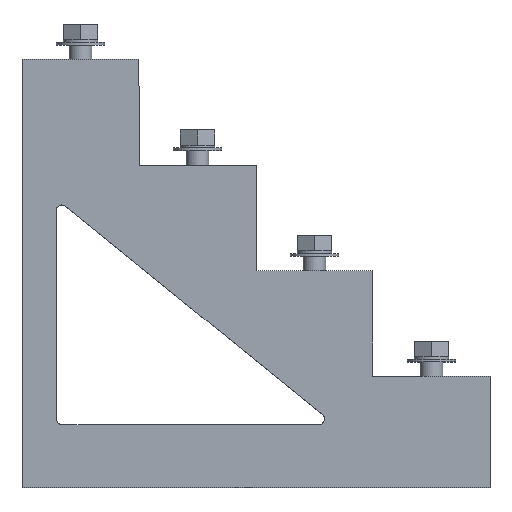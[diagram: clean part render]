
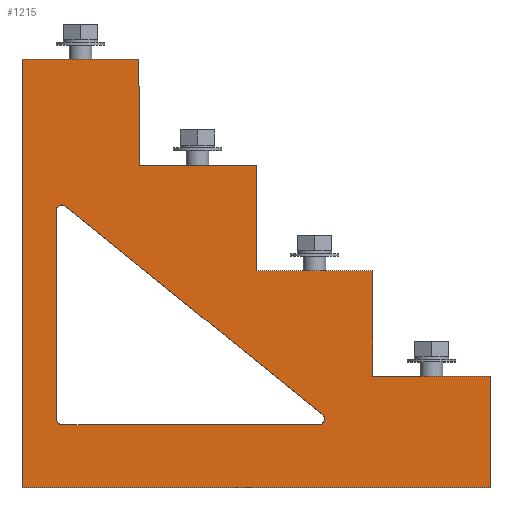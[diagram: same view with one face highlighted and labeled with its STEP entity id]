
A CAD part, top view. The second image highlights one B-rep face of the part: STEP entity #1215.
In plain terms, the highlighted planar face has unit normal (0, 0, 1).
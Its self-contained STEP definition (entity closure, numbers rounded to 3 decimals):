
#28 = VECTOR ( 'NONE', #1347, 1000. ) ;
#41 = EDGE_CURVE ( 'NONE', #1483, #438, #880, .T. ) ;
#59 = CARTESIAN_POINT ( 'NONE',  ( 0., 0., 15. ) ) ;
#104 = EDGE_LOOP ( 'NONE', ( #1819, #120, #1258, #1480, #2714, #2713, #1033, #1590, #2390, #2721 ) ) ;
#106 = CARTESIAN_POINT ( 'NONE',  ( 82., 76., 15. ) ) ;
#120 = ORIENTED_EDGE ( 'NONE', *, *, #2293, .T. ) ;
#167 = LINE ( 'NONE', #2525, #223 ) ;
#192 = ORIENTED_EDGE ( 'NONE', *, *, #1553, .F. ) ;
#195 = LINE ( 'NONE', #577, #1343 ) ;
#223 = VECTOR ( 'NONE', #1713, 1000. ) ;
#229 = CARTESIAN_POINT ( 'NONE',  ( 82., 113., 15. ) ) ;
#244 = DIRECTION ( 'NONE',  ( 1., 0., 0. ) ) ;
#249 = VERTEX_POINT ( 'NONE', #2500 ) ;
#254 = VECTOR ( 'NONE', #2042, 1000. ) ;
#263 = CARTESIAN_POINT ( 'NONE',  ( 123., 39., 15. ) ) ;
#301 = CARTESIAN_POINT ( 'NONE',  ( 104., 24., 15. ) ) ;
#351 = DIRECTION ( 'NONE',  ( -1., 0., 0. ) ) ;
#360 = VECTOR ( 'NONE', #351, 1000. ) ;
#368 = EDGE_CURVE ( 'NONE', #1656, #2400, #167, .T. ) ;
#391 = VECTOR ( 'NONE', #1770, 1000. ) ;
#395 = VECTOR ( 'NONE', #1188, 1000. ) ;
#396 = VERTEX_POINT ( 'NONE', #803 ) ;
#438 = VERTEX_POINT ( 'NONE', #2621 ) ;
#470 = CARTESIAN_POINT ( 'NONE',  ( 164., 0., 15. ) ) ;
#500 = DIRECTION ( 'NONE',  ( 0., 1., 0. ) ) ;
#508 = DIRECTION ( 'NONE',  ( 0., -1., 0. ) ) ;
#539 = EDGE_CURVE ( 'NONE', #2130, #2533, #1398, .T. ) ;
#547 = CARTESIAN_POINT ( 'NONE',  ( 0., 0., 15. ) ) ;
#548 = CARTESIAN_POINT ( 'NONE',  ( 0., 0., 15. ) ) ;
#556 = DIRECTION ( 'NONE',  ( -1., 0., 0. ) ) ;
#565 = VERTEX_POINT ( 'NONE', #614 ) ;
#577 = CARTESIAN_POINT ( 'NONE',  ( 0., 150., 15. ) ) ;
#613 = CARTESIAN_POINT ( 'NONE',  ( 14., 24., 15. ) ) ;
#614 = CARTESIAN_POINT ( 'NONE',  ( 123., 39., 15. ) ) ;
#655 = ORIENTED_EDGE ( 'NONE', *, *, #2670, .F. ) ;
#704 = CARTESIAN_POINT ( 'NONE',  ( 41., 150., 15. ) ) ;
#803 = CARTESIAN_POINT ( 'NONE',  ( 12., 24., 15. ) ) ;
#833 = DIRECTION ( 'NONE',  ( -1., 0., 0. ) ) ;
#844 = LINE ( 'NONE', #59, #2496 ) ;
#863 = LINE ( 'NONE', #1852, #254 ) ;
#880 = LINE ( 'NONE', #1216, #360 ) ;
#887 = DIRECTION ( 'NONE',  ( -1., 0., 0. ) ) ;
#935 = VECTOR ( 'NONE', #887, 1000. ) ;
#958 = EDGE_CURVE ( 'NONE', #2533, #1483, #1083, .T. ) ;
#960 = FACE_BOUND ( 'NONE', #1575, .T. ) ;
#964 = VERTEX_POINT ( 'NONE', #2358 ) ;
#985 = LINE ( 'NONE', #1592, #395 ) ;
#1004 = EDGE_CURVE ( 'NONE', #249, #565, #1050, .T. ) ;
#1017 = ORIENTED_EDGE ( 'NONE', *, *, #1522, .F. ) ;
#1033 = ORIENTED_EDGE ( 'NONE', *, *, #41, .T. ) ;
#1050 = LINE ( 'NONE', #263, #391 ) ;
#1063 = ORIENTED_EDGE ( 'NONE', *, *, #368, .F. ) ;
#1083 = LINE ( 'NONE', #229, #1907 ) ;
#1117 = VERTEX_POINT ( 'NONE', #1418 ) ;
#1143 = DIRECTION ( 'NONE',  ( 0., 0., 1. ) ) ;
#1162 = CARTESIAN_POINT ( 'NONE',  ( 12., 97., 15. ) ) ;
#1175 = VERTEX_POINT ( 'NONE', #2277 ) ;
#1181 = DIRECTION ( 'NONE',  ( 0., 1., 0. ) ) ;
#1188 = DIRECTION ( 'NONE',  ( 0., 1., 0. ) ) ;
#1206 = CARTESIAN_POINT ( 'NONE',  ( 15.26, 98.553, 15. ) ) ;
#1215 = ADVANCED_FACE ( 'NONE', ( #960, #2610 ), #1613, .F. ) ;
#1216 = CARTESIAN_POINT ( 'NONE',  ( 41., 113., 15. ) ) ;
#1227 = VERTEX_POINT ( 'NONE', #2452 ) ;
#1258 = ORIENTED_EDGE ( 'NONE', *, *, #1004, .T. ) ;
#1283 = LINE ( 'NONE', #1830, #1855 ) ;
#1309 = EDGE_CURVE ( 'NONE', #396, #2633, #1388, .T. ) ;
#1343 = VECTOR ( 'NONE', #2055, 1000. ) ;
#1347 = DIRECTION ( 'NONE',  ( 1., 0., 0. ) ) ;
#1359 = DIRECTION ( 'NONE',  ( 0., -1., 0. ) ) ;
#1388 = CIRCLE ( 'NONE', #1668, 2. ) ;
#1398 = LINE ( 'NONE', #1487, #935 ) ;
#1401 = CARTESIAN_POINT ( 'NONE',  ( 123., 76., 15. ) ) ;
#1418 = CARTESIAN_POINT ( 'NONE',  ( 104., 22., 15. ) ) ;
#1480 = ORIENTED_EDGE ( 'NONE', *, *, #1557, .T. ) ;
#1483 = VERTEX_POINT ( 'NONE', #2592 ) ;
#1487 = CARTESIAN_POINT ( 'NONE',  ( 82., 76., 15. ) ) ;
#1522 = EDGE_CURVE ( 'NONE', #1117, #1656, #2683, .T. ) ;
#1539 = EDGE_CURVE ( 'NONE', #2300, #1175, #2613, .T. ) ;
#1553 = EDGE_CURVE ( 'NONE', #2400, #1227, #2645, .T. ) ;
#1557 = EDGE_CURVE ( 'NONE', #565, #2130, #2576, .T. ) ;
#1573 = EDGE_CURVE ( 'NONE', #964, #2300, #844, .T. ) ;
#1575 = EDGE_LOOP ( 'NONE', ( #1063, #1017, #655, #1853, #2436, #192 ) ) ;
#1587 = VECTOR ( 'NONE', #508, 1000. ) ;
#1590 = ORIENTED_EDGE ( 'NONE', *, *, #2490, .T. ) ;
#1592 = CARTESIAN_POINT ( 'NONE',  ( 41., 150., 15. ) ) ;
#1613 = PLANE ( 'NONE',  #2673 ) ;
#1622 = CARTESIAN_POINT ( 'NONE',  ( 14., 22., 15. ) ) ;
#1656 = VERTEX_POINT ( 'NONE', #1809 ) ;
#1668 = AXIS2_PLACEMENT_3D ( 'NONE', #613, #2081, #833 ) ;
#1679 = LINE ( 'NONE', #1162, #1587 ) ;
#1713 = DIRECTION ( 'NONE',  ( -0.777, 0.63, 0. ) ) ;
#1748 = AXIS2_PLACEMENT_3D ( 'NONE', #301, #2280, #244 ) ;
#1770 = DIRECTION ( 'NONE',  ( -1., 0., 0. ) ) ;
#1788 = CARTESIAN_POINT ( 'NONE',  ( 123., 76., 15. ) ) ;
#1798 = VERTEX_POINT ( 'NONE', #704 ) ;
#1809 = CARTESIAN_POINT ( 'NONE',  ( 105.26, 25.553, 15. ) ) ;
#1819 = ORIENTED_EDGE ( 'NONE', *, *, #1539, .T. ) ;
#1830 = CARTESIAN_POINT ( 'NONE',  ( 164., 39., 15. ) ) ;
#1843 = DIRECTION ( 'NONE',  ( 0., 0., -1. ) ) ;
#1852 = CARTESIAN_POINT ( 'NONE',  ( 14., 22., 15. ) ) ;
#1853 = ORIENTED_EDGE ( 'NONE', *, *, #1309, .F. ) ;
#1855 = VECTOR ( 'NONE', #1181, 1000. ) ;
#1907 = VECTOR ( 'NONE', #1947, 1000. ) ;
#1910 = EDGE_CURVE ( 'NONE', #1227, #396, #1679, .T. ) ;
#1947 = DIRECTION ( 'NONE',  ( 0., 1., 0. ) ) ;
#2035 = AXIS2_PLACEMENT_3D ( 'NONE', #2395, #1143, #2586 ) ;
#2042 = DIRECTION ( 'NONE',  ( 1., 0., 0. ) ) ;
#2055 = DIRECTION ( 'NONE',  ( -1., 0., 0. ) ) ;
#2081 = DIRECTION ( 'NONE',  ( 0., 0., 1. ) ) ;
#2130 = VERTEX_POINT ( 'NONE', #1401 ) ;
#2277 = CARTESIAN_POINT ( 'NONE',  ( 164., 0., 15. ) ) ;
#2280 = DIRECTION ( 'NONE',  ( 0., 0., 1. ) ) ;
#2293 = EDGE_CURVE ( 'NONE', #1175, #249, #1283, .T. ) ;
#2300 = VERTEX_POINT ( 'NONE', #548 ) ;
#2358 = CARTESIAN_POINT ( 'NONE',  ( 0., 150., 15. ) ) ;
#2390 = ORIENTED_EDGE ( 'NONE', *, *, #2696, .T. ) ;
#2395 = CARTESIAN_POINT ( 'NONE',  ( 14., 97., 15. ) ) ;
#2400 = VERTEX_POINT ( 'NONE', #1206 ) ;
#2436 = ORIENTED_EDGE ( 'NONE', *, *, #1910, .F. ) ;
#2452 = CARTESIAN_POINT ( 'NONE',  ( 12., 97., 15. ) ) ;
#2490 = EDGE_CURVE ( 'NONE', #438, #1798, #985, .T. ) ;
#2496 = VECTOR ( 'NONE', #1359, 1000. ) ;
#2500 = CARTESIAN_POINT ( 'NONE',  ( 164., 39., 15. ) ) ;
#2525 = CARTESIAN_POINT ( 'NONE',  ( 105.26, 25.553, 15. ) ) ;
#2533 = VERTEX_POINT ( 'NONE', #106 ) ;
#2549 = VECTOR ( 'NONE', #500, 1000. ) ;
#2576 = LINE ( 'NONE', #1788, #2549 ) ;
#2586 = DIRECTION ( 'NONE',  ( 1., 0., 0. ) ) ;
#2592 = CARTESIAN_POINT ( 'NONE',  ( 82., 113., 15. ) ) ;
#2610 = FACE_OUTER_BOUND ( 'NONE', #104, .T. ) ;
#2613 = LINE ( 'NONE', #470, #28 ) ;
#2621 = CARTESIAN_POINT ( 'NONE',  ( 41., 113., 15. ) ) ;
#2633 = VERTEX_POINT ( 'NONE', #1622 ) ;
#2645 = CIRCLE ( 'NONE', #2035, 2. ) ;
#2670 = EDGE_CURVE ( 'NONE', #2633, #1117, #863, .T. ) ;
#2673 = AXIS2_PLACEMENT_3D ( 'NONE', #547, #1843, #556 ) ;
#2683 = CIRCLE ( 'NONE', #1748, 2. ) ;
#2696 = EDGE_CURVE ( 'NONE', #1798, #964, #195, .T. ) ;
#2713 = ORIENTED_EDGE ( 'NONE', *, *, #958, .T. ) ;
#2714 = ORIENTED_EDGE ( 'NONE', *, *, #539, .T. ) ;
#2721 = ORIENTED_EDGE ( 'NONE', *, *, #1573, .T. ) ;
